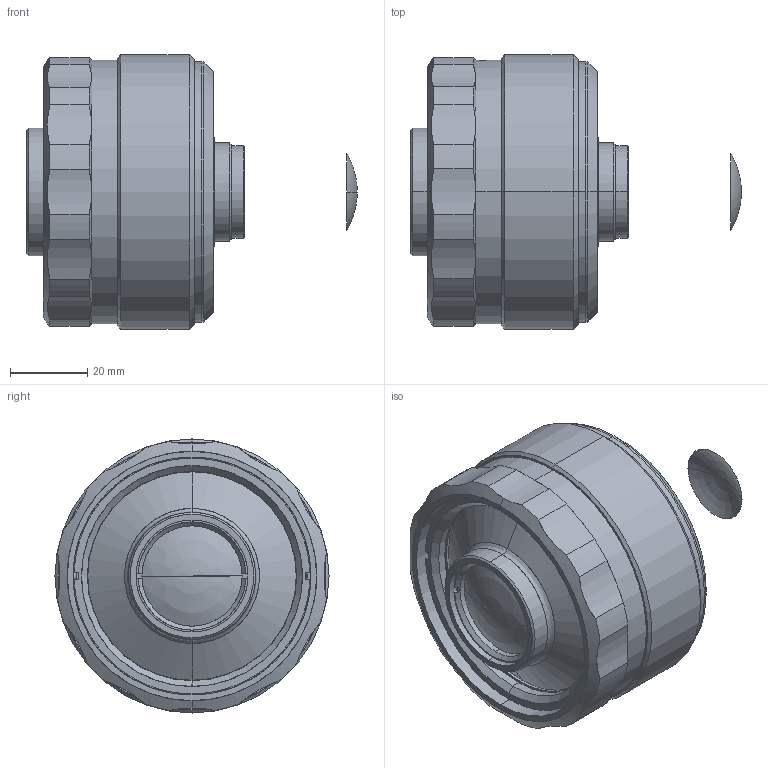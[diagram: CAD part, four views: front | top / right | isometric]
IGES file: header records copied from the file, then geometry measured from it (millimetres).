
Start section: SolidWorks IGES file using analytic representation for surfaces
Global section: file name: DP71263_SW03520.igs; native system: SolidWorks 2018; preprocessor: SolidWorks 2018; author: andreava; date: 200123.145625; units: millimetre
Bounding box: 85.67 x 71 x 71 mm (x, y, z)
Surface area: 27912.6 mm2 (no closed solid volume)
Topology: 0 solids, 0 shells, 114 faces, 2467 edges, 2466 vertices
Faces by surface type: revolution 91, bspline 23
